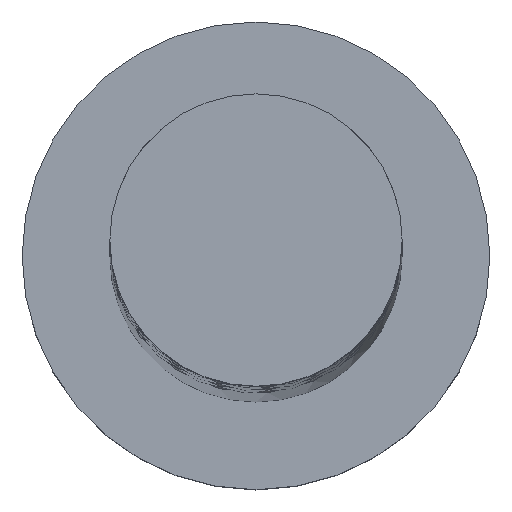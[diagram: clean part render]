
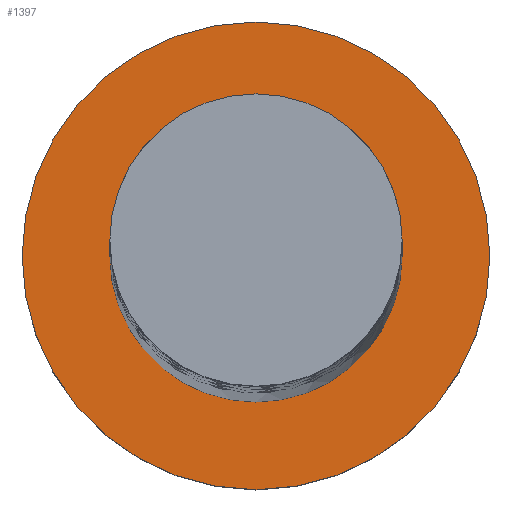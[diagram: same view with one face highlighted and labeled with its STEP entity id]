
A CAD part, top view. The second image highlights one B-rep face of the part: STEP entity #1397.
In plain terms, the highlighted planar face has unit normal (0, 0, 1).
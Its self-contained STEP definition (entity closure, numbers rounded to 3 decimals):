
#106 = CIRCLE ( 'NONE', #167, 8. ) ;
#128 = PLANE ( 'NONE',  #981 ) ;
#133 = CIRCLE ( 'NONE', #406, 5. ) ;
#167 = AXIS2_PLACEMENT_3D ( 'NONE', #183, #334, #1798 ) ;
#183 = CARTESIAN_POINT ( 'NONE',  ( 0., 0., 5. ) ) ;
#185 = VERTEX_POINT ( 'NONE', #1501 ) ;
#256 = DIRECTION ( 'NONE',  ( 0., 0., 1. ) ) ;
#275 = CARTESIAN_POINT ( 'NONE',  ( 0., 0., 5. ) ) ;
#282 = FACE_BOUND ( 'NONE', #845, .T. ) ;
#289 = CARTESIAN_POINT ( 'NONE',  ( 0., 0., 5. ) ) ;
#334 = DIRECTION ( 'NONE',  ( 0., 0., 1. ) ) ;
#382 = EDGE_CURVE ( 'NONE', #494, #1006, #106, .T. ) ;
#406 = AXIS2_PLACEMENT_3D ( 'NONE', #739, #1330, #1192 ) ;
#494 = VERTEX_POINT ( 'NONE', #907 ) ;
#527 = EDGE_CURVE ( 'NONE', #185, #1435, #133, .T. ) ;
#591 = DIRECTION ( 'NONE',  ( 1., 0., 0. ) ) ;
#600 = DIRECTION ( 'NONE',  ( 0., 0., 1. ) ) ;
#606 = CIRCLE ( 'NONE', #1824, 8. ) ;
#690 = CIRCLE ( 'NONE', #722, 5. ) ;
#695 = EDGE_CURVE ( 'NONE', #1435, #185, #690, .T. ) ;
#722 = AXIS2_PLACEMENT_3D ( 'NONE', #289, #1668, #1348 ) ;
#730 = ORIENTED_EDGE ( 'NONE', *, *, #527, .F. ) ;
#739 = CARTESIAN_POINT ( 'NONE',  ( 0., 0., 5. ) ) ;
#845 = EDGE_LOOP ( 'NONE', ( #730, #1229 ) ) ;
#873 = DIRECTION ( 'NONE',  ( 1., 0., 0. ) ) ;
#907 = CARTESIAN_POINT ( 'NONE',  ( 8., 0., 5. ) ) ;
#927 = ORIENTED_EDGE ( 'NONE', *, *, #382, .T. ) ;
#943 = CARTESIAN_POINT ( 'NONE',  ( -8., 0., 5. ) ) ;
#981 = AXIS2_PLACEMENT_3D ( 'NONE', #1460, #600, #591 ) ;
#1004 = FACE_OUTER_BOUND ( 'NONE', #1426, .T. ) ;
#1006 = VERTEX_POINT ( 'NONE', #943 ) ;
#1190 = CARTESIAN_POINT ( 'NONE',  ( 5., 0., 5. ) ) ;
#1192 = DIRECTION ( 'NONE',  ( 1., 0., 0. ) ) ;
#1229 = ORIENTED_EDGE ( 'NONE', *, *, #695, .F. ) ;
#1303 = ORIENTED_EDGE ( 'NONE', *, *, #1869, .T. ) ;
#1330 = DIRECTION ( 'NONE',  ( 0., 0., 1. ) ) ;
#1348 = DIRECTION ( 'NONE',  ( 1., 0., 0. ) ) ;
#1397 = ADVANCED_FACE ( 'NONE', ( #282, #1004 ), #128, .T. ) ;
#1426 = EDGE_LOOP ( 'NONE', ( #1303, #927 ) ) ;
#1435 = VERTEX_POINT ( 'NONE', #1190 ) ;
#1460 = CARTESIAN_POINT ( 'NONE',  ( 0., 0., 5. ) ) ;
#1501 = CARTESIAN_POINT ( 'NONE',  ( -5., 0., 5. ) ) ;
#1668 = DIRECTION ( 'NONE',  ( 0., 0., 1. ) ) ;
#1798 = DIRECTION ( 'NONE',  ( 1., 0., 0. ) ) ;
#1824 = AXIS2_PLACEMENT_3D ( 'NONE', #275, #256, #873 ) ;
#1869 = EDGE_CURVE ( 'NONE', #1006, #494, #606, .T. ) ;
